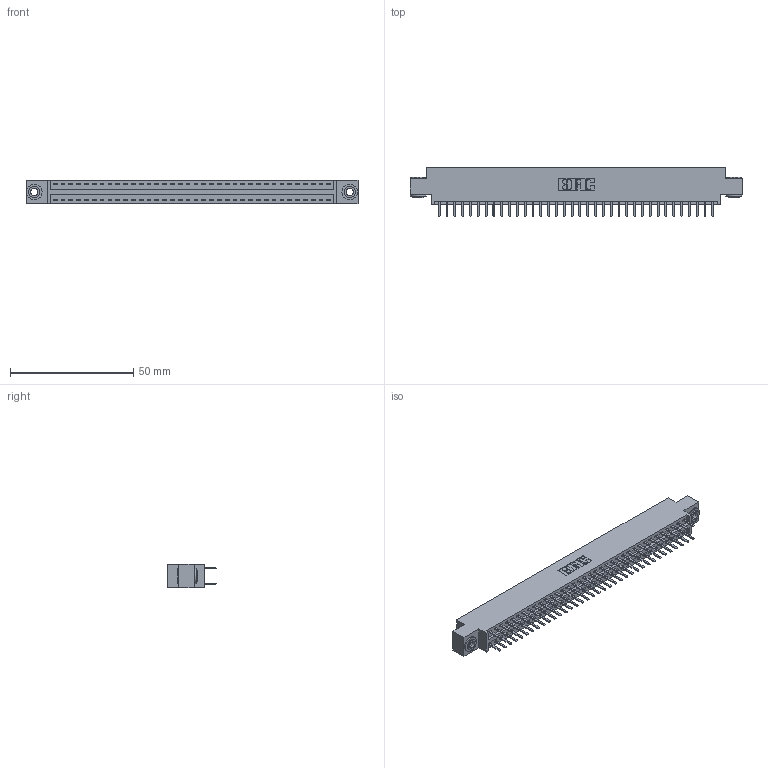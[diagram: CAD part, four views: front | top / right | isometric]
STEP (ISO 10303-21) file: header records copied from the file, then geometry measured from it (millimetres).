
FILE_DESCRIPTION (( 'STEP AP203' ), '1' );
FILE_NAME ('346-072-520-803.STEP', '2022-05-24T23:10:00', ( '' ), ( '' ), 'SwSTEP 2.0', 'SolidWorks 2020', '' );
FILE_SCHEMA (( 'CONFIG_CONTROL_DESIGN' ));
Length unit declared in the file: inch
Products named in the file (4): 346 Part_0.170 Offset - 0.156 Dia-TH; 346-072-520-803; 345-292-001_345-293-120; 345-250-002_345-250-002-102
Assembly tree (75 placements, depth 2):
  346-072-520-803
    346 Part_0.170 Offset - 0.156 Dia-TH
    345-292-001_345-293-120  x72
    345-250-002_345-250-002-102  x2
Bounding box: 134.87 x 20.02 x 9.4 mm (x, y, z)
Volume: 12920.3 mm3; surface area: 18019.7 mm2
Topology: 75 solids, 75 shells, 4210 faces, 12189 edges, 7930 vertices
Faces by surface type: plane 2768, cylinder 1434, cone 8
Entity records: 25614 total; most frequent: CARTESIAN_POINT 4225, ORIENTED_EDGE 4138, DIRECTION 3791, EDGE_CURVE 2069, VECTOR 1765, LINE 1765, VERTEX_POINT 1374, AXIS2_PLACEMENT_3D 1013
